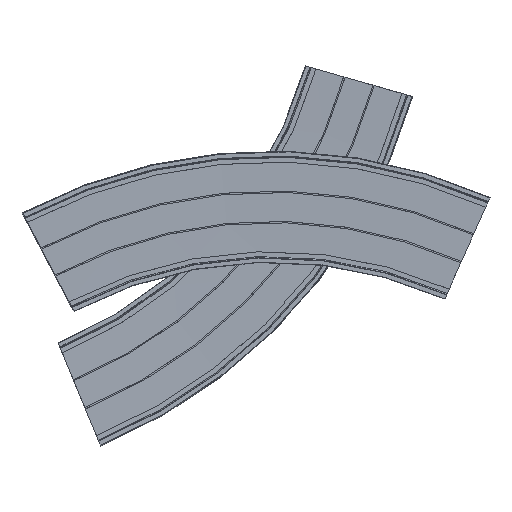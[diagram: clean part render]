
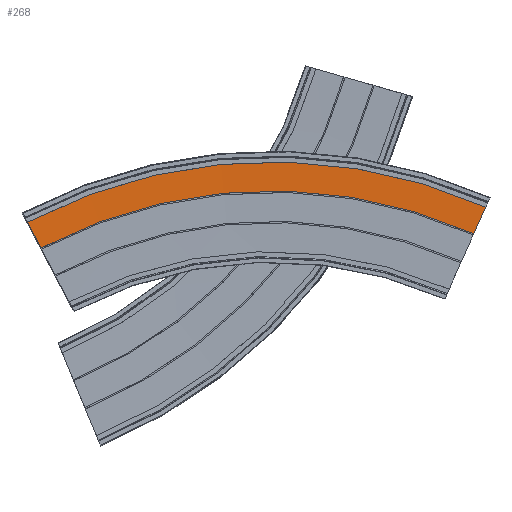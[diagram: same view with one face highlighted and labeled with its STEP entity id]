
A CAD part, top view. The second image highlights one B-rep face of the part: STEP entity #268.
In plain terms, the highlighted conical face has half-angle 87 degrees and reference radius 66445 mm.
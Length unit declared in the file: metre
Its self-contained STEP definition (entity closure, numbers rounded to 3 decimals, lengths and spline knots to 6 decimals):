
#268 = ADVANCED_FACE( '', ( #583 ), #584, .F. );
#583 = FACE_OUTER_BOUND( '', #940, .T. );
#584 = CONICAL_SURFACE( '', #941, 66.444953, 1.518 );
#940 = EDGE_LOOP( '', ( #1509, #1510, #1511, #1512 ) );
#941 = AXIS2_PLACEMENT_3D( '', #1513, #1514, #1515 );
#1509 = ORIENTED_EDGE( '', *, *, #2074, .T. );
#1510 = ORIENTED_EDGE( '', *, *, #2130, .F. );
#1511 = ORIENTED_EDGE( '', *, *, #2093, .F. );
#1512 = ORIENTED_EDGE( '', *, *, #2131, .T. );
#1513 = CARTESIAN_POINT( '', ( 6.642681, -56.757845, 22.250553 ) );
#1514 = DIRECTION( '', ( 0.046, 0.024, 0.999 ) );
#1515 = DIRECTION( '', ( 0.64, 0.767, -0.048 ) );
#2074 = EDGE_CURVE( '', #2510, #2508, #2511, .T. );
#2093 = EDGE_CURVE( '', #2533, #2531, #2535, .T. );
#2130 = EDGE_CURVE( '', #2531, #2508, #2590, .T. );
#2131 = EDGE_CURVE( '', #2533, #2510, #2591, .T. );
#2508 = VERTEX_POINT( '', #3040 );
#2510 = VERTEX_POINT( '', #3043 );
#2511 = CIRCLE( '', #3044, 62.792366 );
#2531 = VERTEX_POINT( '', #3071 );
#2533 = VERTEX_POINT( '', #3074 );
#2535 = CIRCLE( '', #3077, 66.444953 );
#2590 = LINE( '', #3152, #3153 );
#2591 = LINE( '', #3154, #3155 );
#3040 = CARTESIAN_POINT( '', ( 32.029876, 0.60741, 19.487277 ) );
#3043 = CARTESIAN_POINT( '', ( -22.620647, -1.201202, 22.063888 ) );
#3044 = AXIS2_PLACEMENT_3D( '', #3572, #3573, #3574 );
#3071 = CARTESIAN_POINT( '', ( 33.516006, 3.949226, 19.528821 ) );
#3074 = CARTESIAN_POINT( '', ( -24.3135, 2.035408, 22.255312 ) );
#3077 = AXIS2_PLACEMENT_3D( '', #3590, #3591, #3592 );
#3152 = CARTESIAN_POINT( '', ( 32.772941, 2.278318, 19.508049 ) );
#3153 = VECTOR( '', #3631, 1. );
#3154 = CARTESIAN_POINT( '', ( -23.467074, 0.417103, 22.1596 ) );
#3155 = VECTOR( '', #3632, 1. );
#3572 = CARTESIAN_POINT( '', ( 6.633822, -56.762494, 22.05939 ) );
#3573 = DIRECTION( '', ( -0.046, -0.024, -0.999 ) );
#3574 = DIRECTION( '', ( -0.466, 0.885, 0. ) );
#3590 = CARTESIAN_POINT( '', ( 6.642681, -56.757845, 22.250553 ) );
#3591 = DIRECTION( '', ( -0.046, -0.024, -0.999 ) );
#3592 = DIRECTION( '', ( -0.466, 0.885, 0. ) );
#3631 = DIRECTION( '', ( -0.406, -0.914, -0.011 ) );
#3632 = DIRECTION( '', ( 0.463, -0.885, -0.052 ) );
